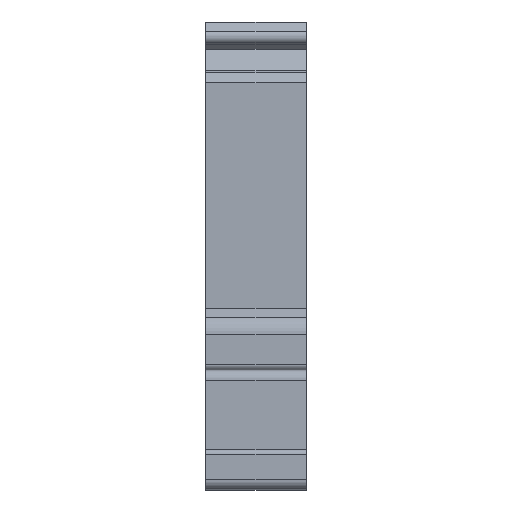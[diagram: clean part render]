
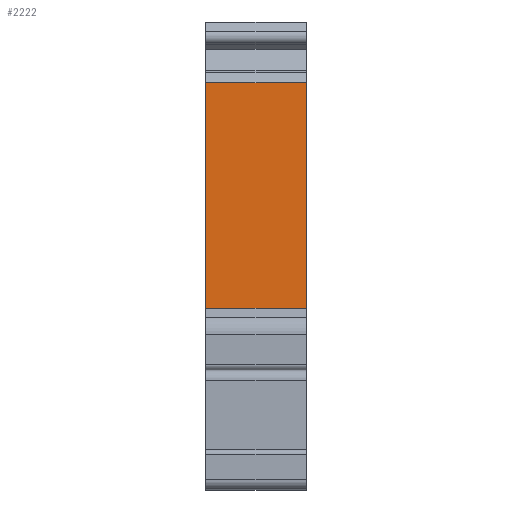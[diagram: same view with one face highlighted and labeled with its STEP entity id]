
A CAD part, left-side view. The second image highlights one B-rep face of the part: STEP entity #2222.
In plain terms, the highlighted planar face has unit normal (-1, 0, 0).
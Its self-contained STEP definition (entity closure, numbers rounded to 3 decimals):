
#456=ORIENTED_EDGE('',*,*,#805,.T.);
#457=ORIENTED_EDGE('',*,*,#1038,.F.);
#458=ORIENTED_EDGE('',*,*,#1057,.F.);
#459=ORIENTED_EDGE('',*,*,#846,.T.);
#805=EDGE_CURVE('',#1142,#1140,#1365,.T.);
#846=EDGE_CURVE('',#1180,#1142,#1396,.T.);
#1038=EDGE_CURVE('',#1356,#1140,#1529,.T.);
#1057=EDGE_CURVE('',#1180,#1356,#1545,.T.);
#1140=VERTEX_POINT('',#3159);
#1142=VERTEX_POINT('',#3162);
#1180=VERTEX_POINT('',#3250);
#1356=VERTEX_POINT('',#3618);
#1365=LINE('',#3161,#1629);
#1396=LINE('',#3249,#1660);
#1529=LINE('',#3619,#1793);
#1545=LINE('',#3657,#1809);
#1629=VECTOR('',#2520,1000.);
#1660=VECTOR('',#2589,1000.);
#1793=VECTOR('',#2842,1000.);
#1809=VECTOR('',#2896,1000.);
#1916=EDGE_LOOP('',(#456,#457,#458,#459));
#2030=FACE_BOUND('',#1916,.T.);
#2138=PLANE('',#2423);
#2222=ADVANCED_FACE('',(#2030),#2138,.T.);
#2423=AXIS2_PLACEMENT_3D('',#3658,#2897,#2898);
#2520=DIRECTION('',(0.,-1.,0.));
#2589=DIRECTION('',(0.,0.,-1.));
#2842=DIRECTION('',(0.,0.,-1.));
#2896=DIRECTION('',(0.,-1.,0.));
#2897=DIRECTION('',(-1.,0.,0.));
#2898=DIRECTION('',(0.,0.,1.));
#3159=CARTESIAN_POINT('',(-18.75,0.,-5.193));
#3161=CARTESIAN_POINT('',(-18.75,10.,-5.193));
#3162=CARTESIAN_POINT('',(-18.75,10.,-5.193));
#3249=CARTESIAN_POINT('',(-18.75,10.,17.2));
#3250=CARTESIAN_POINT('',(-18.75,10.,17.2));
#3618=CARTESIAN_POINT('',(-18.75,0.,17.2));
#3619=CARTESIAN_POINT('',(-18.75,0.,17.2));
#3657=CARTESIAN_POINT('',(-18.75,10.,17.2));
#3658=CARTESIAN_POINT('',(-18.75,10.,17.2));
